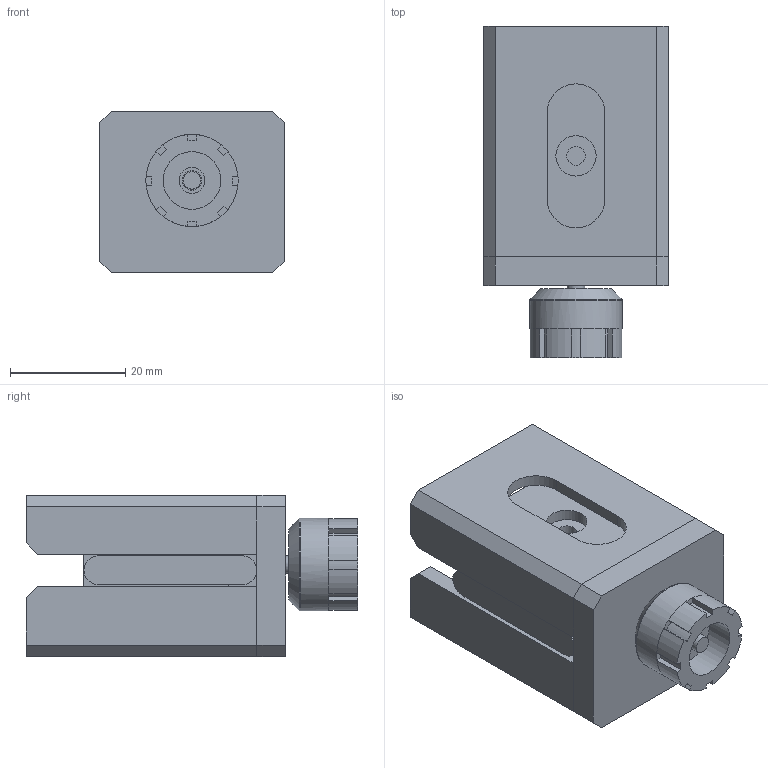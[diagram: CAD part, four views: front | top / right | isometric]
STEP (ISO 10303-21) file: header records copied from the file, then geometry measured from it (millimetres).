
FILE_DESCRIPTION(('FreeCAD Model'),'2;1');
FILE_NAME('Open CASCADE Shape Model','2023-08-17T17:20:32',('Author'),( ''),'Open CASCADE STEP processor 7.6','FreeCAD','Unknown');
FILE_SCHEMA(('AUTOMOTIVE_DESIGN { 1 0 10303 214 1 1 1 1 }'));
Length unit declared in the file: millimetre
Products named in the file (5): belt_tensioner; slide; m3_screw; housing; handle
Assembly tree (4 placements, depth 2):
  belt_tensioner
    slide
    m3_screw
    housing
    handle
Bounding box: 32 x 57.5 x 28 mm (x, y, z)
Volume: 28079.8 mm3; surface area: 17464.2 mm2
Topology: 4 solids, 4 shells, 161 faces, 380 edges, 239 vertices
Faces by surface type: plane 120, cylinder 39, torus 1, cone 1
Full cylindrical faces by diameter (mm): 3 x1, 3.2 x4, 3.4 x2, 4.5 x2, 5.5 x1, 7 x4, 10 x1, 16 x2
Entity records: 9721 total; most frequent: CARTESIAN_POINT 2021, DIRECTION 1392, LINE 840, VECTOR 840, ORIENTED_EDGE 760, PCURVE 760, DEFINITIONAL_REPRESENTATION 760, EDGE_CURVE 380
